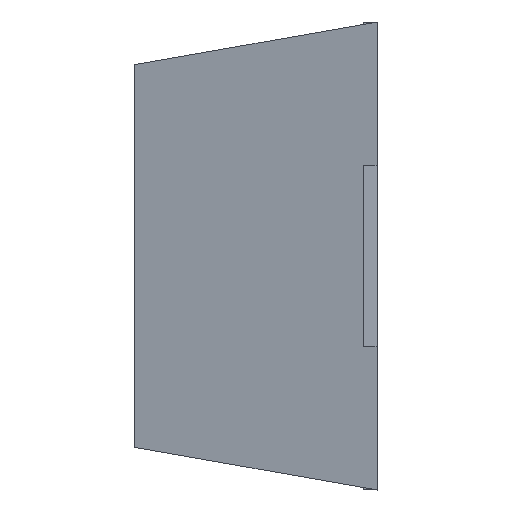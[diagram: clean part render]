
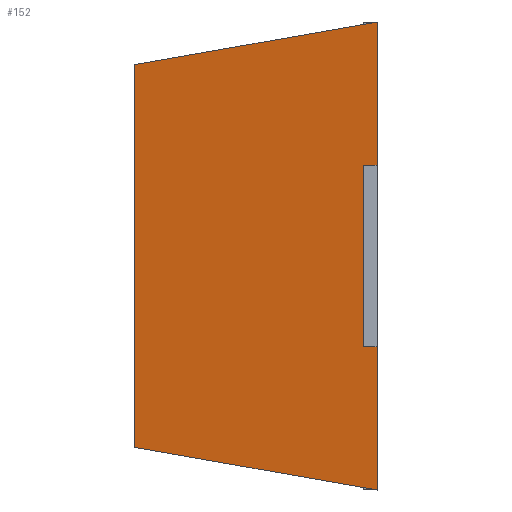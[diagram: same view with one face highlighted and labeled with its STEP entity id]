
A CAD part, left-side view. The second image highlights one B-rep face of the part: STEP entity #152.
In plain terms, the highlighted planar face has unit normal (-0.985, 0.174, 0).
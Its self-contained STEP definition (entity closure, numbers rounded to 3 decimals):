
#75 = ORIENTED_EDGE ( 'NONE', *, *, #1288, .T. ) ;
#79 = ORIENTED_EDGE ( 'NONE', *, *, #1305, .F. ) ;
#129 = ORIENTED_EDGE ( 'NONE', *, *, #665, .F. ) ;
#130 = ORIENTED_EDGE ( 'NONE', *, *, #1292, .T. ) ;
#132 = ORIENTED_EDGE ( 'NONE', *, *, #1304, .F. ) ;
#152 = ADVANCED_FACE ( 'NONE', ( #487 ), #312, .T. ) ;
#178 = CARTESIAN_POINT ( 'NONE',  ( 0., 0., 9.523 ) ) ;
#179 = DIRECTION ( 'NONE',  ( 0.174, 0.985, 0. ) ) ;
#181 = VERTEX_POINT ( 'NONE', #946 ) ;
#184 = VERTEX_POINT ( 'NONE', #938 ) ;
#197 = VERTEX_POINT ( 'NONE', #890 ) ;
#200 = VERTEX_POINT ( 'NONE', #889 ) ;
#209 = VERTEX_POINT ( 'NONE', #892 ) ;
#213 = EDGE_LOOP ( 'NONE', ( #1123, #1161, #1133, #132, #130, #129, #79, #75 ) ) ;
#214 = VERTEX_POINT ( 'NONE', #897 ) ;
#216 = VERTEX_POINT ( 'NONE', #899 ) ;
#244 = CARTESIAN_POINT ( 'NONE',  ( 0., 0., 4.193 ) ) ;
#245 = DIRECTION ( 'NONE',  ( 0., 0., 1. ) ) ;
#248 = CARTESIAN_POINT ( 'NONE',  ( 0., 0., 0. ) ) ;
#309 = DIRECTION ( 'NONE',  ( -0.174, -0.985, 0. ) ) ;
#310 = DIRECTION ( 'NONE',  ( -0.985, 0.174, 0. ) ) ;
#312 = PLANE ( 'NONE',  #1378 ) ;
#315 = CARTESIAN_POINT ( 'NONE',  ( 0., 0., 0. ) ) ;
#372 = VERTEX_POINT ( 'NONE', #937 ) ;
#417 = DIRECTION ( 'NONE',  ( 0., 0., 1. ) ) ;
#418 = DIRECTION ( 'NONE',  ( 0.174, 0.985, 0. ) ) ;
#419 = DIRECTION ( 'NONE',  ( 0., 0., -1. ) ) ;
#420 = CARTESIAN_POINT ( 'NONE',  ( 1.252, 7.1, 0. ) ) ;
#422 = CARTESIAN_POINT ( 'NONE',  ( 0.071, 0.405, 0. ) ) ;
#487 = FACE_OUTER_BOUND ( 'NONE', #213, .T. ) ;
#665 = EDGE_CURVE ( 'NONE', #214, #209, #675, .T. ) ;
#675 = LINE ( 'NONE', #936, #682 ) ;
#682 = VECTOR ( 'NONE', #945, 1000. ) ;
#699 = LINE ( 'NONE', #1023, #702 ) ;
#701 = LINE ( 'NONE', #1021, #710 ) ;
#702 = VECTOR ( 'NONE', #986, 1000. ) ;
#710 = VECTOR ( 'NONE', #961, 1000. ) ;
#715 = LINE ( 'NONE', #248, #718 ) ;
#718 = VECTOR ( 'NONE', #245, 1000. ) ;
#721 = LINE ( 'NONE', #244, #730 ) ;
#727 = LINE ( 'NONE', #178, #734 ) ;
#729 = LINE ( 'NONE', #422, #732 ) ;
#730 = VECTOR ( 'NONE', #179, 1000. ) ;
#732 = VECTOR ( 'NONE', #419, 1000. ) ;
#733 = LINE ( 'NONE', #420, #736 ) ;
#734 = VECTOR ( 'NONE', #418, 1000. ) ;
#736 = VECTOR ( 'NONE', #417, 1000. ) ;
#889 = CARTESIAN_POINT ( 'NONE',  ( 0., 0., 4.193 ) ) ;
#890 = CARTESIAN_POINT ( 'NONE',  ( 0., 0., 9.523 ) ) ;
#892 = CARTESIAN_POINT ( 'NONE',  ( 0., 0., 13.72 ) ) ;
#897 = CARTESIAN_POINT ( 'NONE',  ( 1.252, 7.1, 12.468 ) ) ;
#899 = CARTESIAN_POINT ( 'NONE',  ( 1.252, 7.1, 1.252 ) ) ;
#936 = CARTESIAN_POINT ( 'NONE',  ( 0., 0., 13.72 ) ) ;
#937 = CARTESIAN_POINT ( 'NONE',  ( 0.071, 0.405, 9.523 ) ) ;
#938 = CARTESIAN_POINT ( 'NONE',  ( 0., 0., 0. ) ) ;
#945 = DIRECTION ( 'NONE',  ( -0.171, -0.97, 0.171 ) ) ;
#946 = CARTESIAN_POINT ( 'NONE',  ( 0.071, 0.405, 4.193 ) ) ;
#961 = DIRECTION ( 'NONE',  ( 0., 0., 1. ) ) ;
#986 = DIRECTION ( 'NONE',  ( -0.171, -0.97, -0.171 ) ) ;
#1021 = CARTESIAN_POINT ( 'NONE',  ( 0., 0., 0. ) ) ;
#1023 = CARTESIAN_POINT ( 'NONE',  ( 0., 0., 0. ) ) ;
#1123 = ORIENTED_EDGE ( 'NONE', *, *, #1296, .T. ) ;
#1133 = ORIENTED_EDGE ( 'NONE', *, *, #1303, .F. ) ;
#1161 = ORIENTED_EDGE ( 'NONE', *, *, #1302, .T. ) ;
#1288 = EDGE_CURVE ( 'NONE', #216, #184, #699, .T. ) ;
#1292 = EDGE_CURVE ( 'NONE', #197, #209, #701, .T. ) ;
#1296 = EDGE_CURVE ( 'NONE', #184, #200, #715, .T. ) ;
#1302 = EDGE_CURVE ( 'NONE', #200, #181, #721, .T. ) ;
#1303 = EDGE_CURVE ( 'NONE', #372, #181, #729, .T. ) ;
#1304 = EDGE_CURVE ( 'NONE', #197, #372, #727, .T. ) ;
#1305 = EDGE_CURVE ( 'NONE', #216, #214, #733, .T. ) ;
#1378 = AXIS2_PLACEMENT_3D ( 'NONE', #315, #310, #309 ) ;
